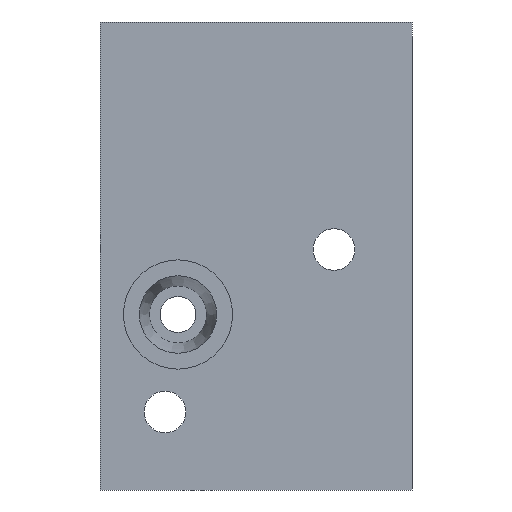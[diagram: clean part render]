
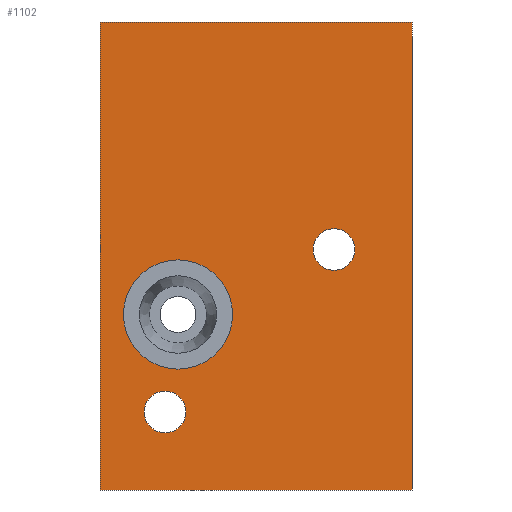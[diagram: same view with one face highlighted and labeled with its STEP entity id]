
A CAD part, front view. The second image highlights one B-rep face of the part: STEP entity #1102.
In plain terms, the highlighted planar face has unit normal (0, -1, 0).
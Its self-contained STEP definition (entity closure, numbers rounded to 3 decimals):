
#362 = PLANE('',#363);
#363 = AXIS2_PLACEMENT_3D('',#364,#365,#366);
#364 = CARTESIAN_POINT('',(-8.,56.5,-1.));
#365 = DIRECTION('',(0.,0.707,0.707));
#366 = DIRECTION('',(0.,-0.707,0.707));
#565 = PLANE('',#566);
#566 = AXIS2_PLACEMENT_3D('',#567,#568,#569);
#567 = CARTESIAN_POINT('',(-6.,50.,-30.5));
#568 = DIRECTION('',(1.,0.,0.));
#569 = DIRECTION('',(0.,0.,1.));
#591 = PLANE('',#592);
#592 = AXIS2_PLACEMENT_3D('',#593,#594,#595);
#593 = CARTESIAN_POINT('',(-6.,50.,-30.5));
#594 = DIRECTION('',(0.,0.,1.));
#595 = DIRECTION('',(1.,0.,0.));
#617 = PLANE('',#618);
#618 = AXIS2_PLACEMENT_3D('',#619,#620,#621);
#619 = CARTESIAN_POINT('',(18.,50.,-30.5));
#620 = DIRECTION('',(1.,0.,0.));
#621 = DIRECTION('',(0.,0.,1.));
#740 = EDGE_CURVE('',#741,#743,#745,.T.);
#741 = VERTEX_POINT('',#742);
#742 = CARTESIAN_POINT('',(-6.,50.,5.5));
#743 = VERTEX_POINT('',#744);
#744 = CARTESIAN_POINT('',(18.,50.,5.5));
#745 = SURFACE_CURVE('',#746,(#750,#757),.PCURVE_S1.);
#746 = LINE('',#747,#748);
#747 = CARTESIAN_POINT('',(-6.,50.,5.5));
#748 = VECTOR('',#749,1.);
#749 = DIRECTION('',(1.,0.,0.));
#750 = PCURVE('',#362,#751);
#751 = DEFINITIONAL_REPRESENTATION('',(#752),#756);
#752 = LINE('',#753,#754);
#753 = CARTESIAN_POINT('',(9.192,2.));
#754 = VECTOR('',#755,1.);
#755 = DIRECTION('',(0.,1.));
#756 = ( GEOMETRIC_REPRESENTATION_CONTEXT(2) 
PARAMETRIC_REPRESENTATION_CONTEXT() REPRESENTATION_CONTEXT('2D SPACE',''
  ) );
#757 = PCURVE('',#758,#763);
#758 = PLANE('',#759);
#759 = AXIS2_PLACEMENT_3D('',#760,#761,#762);
#760 = CARTESIAN_POINT('',(-6.,50.,-30.5));
#761 = DIRECTION('',(0.,1.,0.));
#762 = DIRECTION('',(0.,0.,1.));
#763 = DEFINITIONAL_REPRESENTATION('',(#764),#768);
#764 = LINE('',#765,#766);
#765 = CARTESIAN_POINT('',(36.,0.));
#766 = VECTOR('',#767,1.);
#767 = DIRECTION('',(0.,1.));
#768 = ( GEOMETRIC_REPRESENTATION_CONTEXT(2) 
PARAMETRIC_REPRESENTATION_CONTEXT() REPRESENTATION_CONTEXT('2D SPACE',''
  ) );
#941 = PLANE('',#942);
#942 = AXIS2_PLACEMENT_3D('',#943,#944,#945);
#943 = CARTESIAN_POINT('',(0.,50.,-17.));
#944 = DIRECTION('',(0.,-1.,0.));
#945 = DIRECTION('',(1.,0.,0.));
#981 = EDGE_CURVE('',#982,#743,#984,.T.);
#982 = VERTEX_POINT('',#983);
#983 = CARTESIAN_POINT('',(18.,50.,-30.5));
#984 = SURFACE_CURVE('',#985,(#989,#996),.PCURVE_S1.);
#985 = LINE('',#986,#987);
#986 = CARTESIAN_POINT('',(18.,50.,-30.5));
#987 = VECTOR('',#988,1.);
#988 = DIRECTION('',(0.,0.,1.));
#989 = PCURVE('',#617,#990);
#990 = DEFINITIONAL_REPRESENTATION('',(#991),#995);
#991 = LINE('',#992,#993);
#992 = CARTESIAN_POINT('',(0.,0.));
#993 = VECTOR('',#994,1.);
#994 = DIRECTION('',(1.,0.));
#995 = ( GEOMETRIC_REPRESENTATION_CONTEXT(2) 
PARAMETRIC_REPRESENTATION_CONTEXT() REPRESENTATION_CONTEXT('2D SPACE',''
  ) );
#996 = PCURVE('',#758,#997);
#997 = DEFINITIONAL_REPRESENTATION('',(#998),#1002);
#998 = LINE('',#999,#1000);
#999 = CARTESIAN_POINT('',(0.,24.));
#1000 = VECTOR('',#1001,1.);
#1001 = DIRECTION('',(1.,0.));
#1002 = ( GEOMETRIC_REPRESENTATION_CONTEXT(2) 
PARAMETRIC_REPRESENTATION_CONTEXT() REPRESENTATION_CONTEXT('2D SPACE',''
  ) );
#1031 = VERTEX_POINT('',#1032);
#1032 = CARTESIAN_POINT('',(-6.,50.,-30.5));
#1053 = EDGE_CURVE('',#1031,#982,#1054,.T.);
#1054 = SURFACE_CURVE('',#1055,(#1059,#1066),.PCURVE_S1.);
#1055 = LINE('',#1056,#1057);
#1056 = CARTESIAN_POINT('',(-6.,50.,-30.5));
#1057 = VECTOR('',#1058,1.);
#1058 = DIRECTION('',(1.,0.,0.));
#1059 = PCURVE('',#591,#1060);
#1060 = DEFINITIONAL_REPRESENTATION('',(#1061),#1065);
#1061 = LINE('',#1062,#1063);
#1062 = CARTESIAN_POINT('',(0.,0.));
#1063 = VECTOR('',#1064,1.);
#1064 = DIRECTION('',(1.,0.));
#1065 = ( GEOMETRIC_REPRESENTATION_CONTEXT(2) 
PARAMETRIC_REPRESENTATION_CONTEXT() REPRESENTATION_CONTEXT('2D SPACE',''
  ) );
#1066 = PCURVE('',#758,#1067);
#1067 = DEFINITIONAL_REPRESENTATION('',(#1068),#1072);
#1068 = LINE('',#1069,#1070);
#1069 = CARTESIAN_POINT('',(0.,0.));
#1070 = VECTOR('',#1071,1.);
#1071 = DIRECTION('',(0.,1.));
#1072 = ( GEOMETRIC_REPRESENTATION_CONTEXT(2) 
PARAMETRIC_REPRESENTATION_CONTEXT() REPRESENTATION_CONTEXT('2D SPACE',''
  ) );
#1081 = EDGE_CURVE('',#1031,#741,#1082,.T.);
#1082 = SURFACE_CURVE('',#1083,(#1087,#1094),.PCURVE_S1.);
#1083 = LINE('',#1084,#1085);
#1084 = CARTESIAN_POINT('',(-6.,50.,-30.5));
#1085 = VECTOR('',#1086,1.);
#1086 = DIRECTION('',(0.,0.,1.));
#1087 = PCURVE('',#565,#1088);
#1088 = DEFINITIONAL_REPRESENTATION('',(#1089),#1093);
#1089 = LINE('',#1090,#1091);
#1090 = CARTESIAN_POINT('',(0.,0.));
#1091 = VECTOR('',#1092,1.);
#1092 = DIRECTION('',(1.,0.));
#1093 = ( GEOMETRIC_REPRESENTATION_CONTEXT(2) 
PARAMETRIC_REPRESENTATION_CONTEXT() REPRESENTATION_CONTEXT('2D SPACE',''
  ) );
#1094 = PCURVE('',#758,#1095);
#1095 = DEFINITIONAL_REPRESENTATION('',(#1096),#1100);
#1096 = LINE('',#1097,#1098);
#1097 = CARTESIAN_POINT('',(0.,0.));
#1098 = VECTOR('',#1099,1.);
#1099 = DIRECTION('',(1.,0.));
#1100 = ( GEOMETRIC_REPRESENTATION_CONTEXT(2) 
PARAMETRIC_REPRESENTATION_CONTEXT() REPRESENTATION_CONTEXT('2D SPACE',''
  ) );
#1102 = ADVANCED_FACE('',(#1103,#1109,#1144,#1174),#758,.F.);
#1103 = FACE_BOUND('',#1104,.F.);
#1104 = EDGE_LOOP('',(#1105,#1106,#1107,#1108));
#1105 = ORIENTED_EDGE('',*,*,#1053,.F.);
#1106 = ORIENTED_EDGE('',*,*,#1081,.T.);
#1107 = ORIENTED_EDGE('',*,*,#740,.T.);
#1108 = ORIENTED_EDGE('',*,*,#981,.F.);
#1109 = FACE_BOUND('',#1110,.F.);
#1110 = EDGE_LOOP('',(#1111));
#1111 = ORIENTED_EDGE('',*,*,#1112,.T.);
#1112 = EDGE_CURVE('',#1113,#1113,#1115,.T.);
#1113 = VERTEX_POINT('',#1114);
#1114 = CARTESIAN_POINT('',(0.6,50.,-24.5));
#1115 = SURFACE_CURVE('',#1116,(#1121,#1132),.PCURVE_S1.);
#1116 = CIRCLE('',#1117,1.6);
#1117 = AXIS2_PLACEMENT_3D('',#1118,#1119,#1120);
#1118 = CARTESIAN_POINT('',(-1.,50.,-24.5));
#1119 = DIRECTION('',(0.,-1.,0.));
#1120 = DIRECTION('',(1.,0.,0.));
#1121 = PCURVE('',#758,#1122);
#1122 = DEFINITIONAL_REPRESENTATION('',(#1123),#1131);
#1123 = ( BOUNDED_CURVE() B_SPLINE_CURVE(2,(#1124,#1125,#1126,#1127,
#1128,#1129,#1130),.UNSPECIFIED.,.F.,.F.) B_SPLINE_CURVE_WITH_KNOTS((1,2
    ,2,2,2,1),(-2.094,0.,2.094,4.189,
6.283,8.378),.UNSPECIFIED.) CURVE() 
GEOMETRIC_REPRESENTATION_ITEM() RATIONAL_B_SPLINE_CURVE((1.,0.5,1.,0.5,
1.,0.5,1.)) REPRESENTATION_ITEM('') );
#1124 = CARTESIAN_POINT('',(6.,6.6));
#1125 = CARTESIAN_POINT('',(8.771,6.6));
#1126 = CARTESIAN_POINT('',(7.386,4.2));
#1127 = CARTESIAN_POINT('',(6.,1.8));
#1128 = CARTESIAN_POINT('',(4.614,4.2));
#1129 = CARTESIAN_POINT('',(3.229,6.6));
#1130 = CARTESIAN_POINT('',(6.,6.6));
#1131 = ( GEOMETRIC_REPRESENTATION_CONTEXT(2) 
PARAMETRIC_REPRESENTATION_CONTEXT() REPRESENTATION_CONTEXT('2D SPACE',''
  ) );
#1132 = PCURVE('',#1133,#1138);
#1133 = CYLINDRICAL_SURFACE('',#1134,1.6);
#1134 = AXIS2_PLACEMENT_3D('',#1135,#1136,#1137);
#1135 = CARTESIAN_POINT('',(-1.,60.,-24.5));
#1136 = DIRECTION('',(0.,-1.,0.));
#1137 = DIRECTION('',(1.,0.,0.));
#1138 = DEFINITIONAL_REPRESENTATION('',(#1139),#1143);
#1139 = LINE('',#1140,#1141);
#1140 = CARTESIAN_POINT('',(0.,10.));
#1141 = VECTOR('',#1142,1.);
#1142 = DIRECTION('',(1.,0.));
#1143 = ( GEOMETRIC_REPRESENTATION_CONTEXT(2) 
PARAMETRIC_REPRESENTATION_CONTEXT() REPRESENTATION_CONTEXT('2D SPACE',''
  ) );
#1144 = FACE_BOUND('',#1145,.F.);
#1145 = EDGE_LOOP('',(#1146));
#1146 = ORIENTED_EDGE('',*,*,#1147,.T.);
#1147 = EDGE_CURVE('',#1148,#1148,#1150,.T.);
#1148 = VERTEX_POINT('',#1149);
#1149 = CARTESIAN_POINT('',(4.2,50.,-17.));
#1150 = SURFACE_CURVE('',#1151,(#1156,#1167),.PCURVE_S1.);
#1151 = CIRCLE('',#1152,4.2);
#1152 = AXIS2_PLACEMENT_3D('',#1153,#1154,#1155);
#1153 = CARTESIAN_POINT('',(0.,50.,-17.));
#1154 = DIRECTION('',(0.,-1.,0.));
#1155 = DIRECTION('',(1.,0.,0.));
#1156 = PCURVE('',#758,#1157);
#1157 = DEFINITIONAL_REPRESENTATION('',(#1158),#1166);
#1158 = ( BOUNDED_CURVE() B_SPLINE_CURVE(2,(#1159,#1160,#1161,#1162,
#1163,#1164,#1165),.UNSPECIFIED.,.T.,.F.) B_SPLINE_CURVE_WITH_KNOTS((1,2
    ,2,2,2,1),(-2.094,0.,2.094,4.189,
6.283,8.378),.UNSPECIFIED.) CURVE() 
GEOMETRIC_REPRESENTATION_ITEM() RATIONAL_B_SPLINE_CURVE((1.,0.5,1.,0.5,
1.,0.5,1.)) REPRESENTATION_ITEM('') );
#1159 = CARTESIAN_POINT('',(13.5,10.2));
#1160 = CARTESIAN_POINT('',(20.775,10.2));
#1161 = CARTESIAN_POINT('',(17.137,3.9));
#1162 = CARTESIAN_POINT('',(13.5,-2.4));
#1163 = CARTESIAN_POINT('',(9.863,3.9));
#1164 = CARTESIAN_POINT('',(6.225,10.2));
#1165 = CARTESIAN_POINT('',(13.5,10.2));
#1166 = ( GEOMETRIC_REPRESENTATION_CONTEXT(2) 
PARAMETRIC_REPRESENTATION_CONTEXT() REPRESENTATION_CONTEXT('2D SPACE',''
  ) );
#1167 = PCURVE('',#941,#1168);
#1168 = DEFINITIONAL_REPRESENTATION('',(#1169),#1173);
#1169 = CIRCLE('',#1170,4.2);
#1170 = AXIS2_PLACEMENT_2D('',#1171,#1172);
#1171 = CARTESIAN_POINT('',(0.,0.));
#1172 = DIRECTION('',(1.,0.));
#1173 = ( GEOMETRIC_REPRESENTATION_CONTEXT(2) 
PARAMETRIC_REPRESENTATION_CONTEXT() REPRESENTATION_CONTEXT('2D SPACE',''
  ) );
#1174 = FACE_BOUND('',#1175,.F.);
#1175 = EDGE_LOOP('',(#1176));
#1176 = ORIENTED_EDGE('',*,*,#1177,.T.);
#1177 = EDGE_CURVE('',#1178,#1178,#1180,.T.);
#1178 = VERTEX_POINT('',#1179);
#1179 = CARTESIAN_POINT('',(13.6,50.,-12.));
#1180 = SURFACE_CURVE('',#1181,(#1186,#1197),.PCURVE_S1.);
#1181 = CIRCLE('',#1182,1.6);
#1182 = AXIS2_PLACEMENT_3D('',#1183,#1184,#1185);
#1183 = CARTESIAN_POINT('',(12.,50.,-12.));
#1184 = DIRECTION('',(0.,-1.,0.));
#1185 = DIRECTION('',(1.,0.,0.));
#1186 = PCURVE('',#758,#1187);
#1187 = DEFINITIONAL_REPRESENTATION('',(#1188),#1196);
#1188 = ( BOUNDED_CURVE() B_SPLINE_CURVE(2,(#1189,#1190,#1191,#1192,
#1193,#1194,#1195),.UNSPECIFIED.,.T.,.F.) B_SPLINE_CURVE_WITH_KNOTS((1,2
    ,2,2,2,1),(-2.094,0.,2.094,4.189,
6.283,8.378),.UNSPECIFIED.) CURVE() 
GEOMETRIC_REPRESENTATION_ITEM() RATIONAL_B_SPLINE_CURVE((1.,0.5,1.,0.5,
1.,0.5,1.)) REPRESENTATION_ITEM('') );
#1189 = CARTESIAN_POINT('',(18.5,19.6));
#1190 = CARTESIAN_POINT('',(21.271,19.6));
#1191 = CARTESIAN_POINT('',(19.886,17.2));
#1192 = CARTESIAN_POINT('',(18.5,14.8));
#1193 = CARTESIAN_POINT('',(17.114,17.2));
#1194 = CARTESIAN_POINT('',(15.729,19.6));
#1195 = CARTESIAN_POINT('',(18.5,19.6));
#1196 = ( GEOMETRIC_REPRESENTATION_CONTEXT(2) 
PARAMETRIC_REPRESENTATION_CONTEXT() REPRESENTATION_CONTEXT('2D SPACE',''
  ) );
#1197 = PCURVE('',#1198,#1203);
#1198 = CYLINDRICAL_SURFACE('',#1199,1.6);
#1199 = AXIS2_PLACEMENT_3D('',#1200,#1201,#1202);
#1200 = CARTESIAN_POINT('',(12.,60.,-12.));
#1201 = DIRECTION('',(0.,-1.,0.));
#1202 = DIRECTION('',(1.,0.,0.));
#1203 = DEFINITIONAL_REPRESENTATION('',(#1204),#1208);
#1204 = LINE('',#1205,#1206);
#1205 = CARTESIAN_POINT('',(0.,10.));
#1206 = VECTOR('',#1207,1.);
#1207 = DIRECTION('',(1.,0.));
#1208 = ( GEOMETRIC_REPRESENTATION_CONTEXT(2) 
PARAMETRIC_REPRESENTATION_CONTEXT() REPRESENTATION_CONTEXT('2D SPACE',''
  ) );
